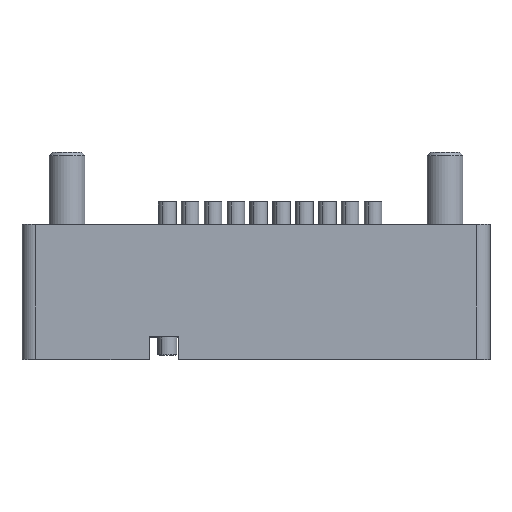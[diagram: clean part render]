
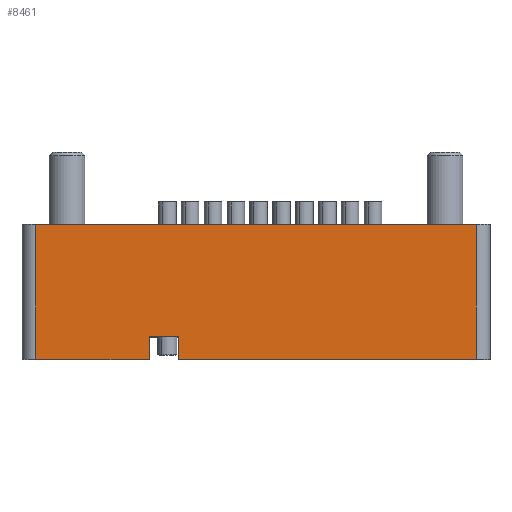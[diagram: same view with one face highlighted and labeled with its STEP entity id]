
A CAD part, top view. The second image highlights one B-rep face of the part: STEP entity #8461.
In plain terms, the highlighted face is planar.
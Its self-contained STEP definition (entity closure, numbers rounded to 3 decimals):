
#818 = CARTESIAN_POINT ( 'NONE',  ( -24.5, 7.5, -5. ) ) ;
#1086 = VERTEX_POINT ( 'NONE', #9203 ) ;
#1258 = CARTESIAN_POINT ( 'NONE',  ( -24.5, 7.5, -5. ) ) ;
#1716 = CARTESIAN_POINT ( 'NONE',  ( 24.5, 7.5, -5. ) ) ;
#1733 = LINE ( 'NONE', #6819, #4748 ) ;
#1847 = LINE ( 'NONE', #5155, #10603 ) ;
#2076 = EDGE_LOOP ( 'NONE', ( #3624, #11147, #2561, #9144, #6784, #10264, #9591, #4386 ) ) ;
#2194 = EDGE_CURVE ( 'NONE', #3416, #9508, #2480, .T. ) ;
#2212 = AXIS2_PLACEMENT_3D ( 'NONE', #1258, #8731, #8653 ) ;
#2340 = VECTOR ( 'NONE', #9254, 1000. ) ;
#2480 = LINE ( 'NONE', #10344, #9231 ) ;
#2561 = ORIENTED_EDGE ( 'NONE', *, *, #11804, .F. ) ;
#2815 = DIRECTION ( 'NONE',  ( -1., 0., 0. ) ) ;
#2985 = DIRECTION ( 'NONE',  ( 0., 1., 0. ) ) ;
#3387 = CARTESIAN_POINT ( 'NONE',  ( -11.86, 7.5, -5. ) ) ;
#3416 = VERTEX_POINT ( 'NONE', #5260 ) ;
#3422 = CARTESIAN_POINT ( 'NONE',  ( -24.5, -7.5, -5. ) ) ;
#3624 = ORIENTED_EDGE ( 'NONE', *, *, #10476, .F. ) ;
#3708 = CARTESIAN_POINT ( 'NONE',  ( -24.5, 7.5, -5. ) ) ;
#4386 = ORIENTED_EDGE ( 'NONE', *, *, #9194, .F. ) ;
#4637 = EDGE_CURVE ( 'NONE', #7014, #7253, #6144, .T. ) ;
#4748 = VECTOR ( 'NONE', #8646, 1000. ) ;
#4893 = VERTEX_POINT ( 'NONE', #3387 ) ;
#5053 = FACE_OUTER_BOUND ( 'NONE', #2076, .T. ) ;
#5155 = CARTESIAN_POINT ( 'NONE',  ( -8.56, 5., -5. ) ) ;
#5260 = CARTESIAN_POINT ( 'NONE',  ( -8.56, 5., -5. ) ) ;
#5314 = DIRECTION ( 'NONE',  ( -1., 0., 0. ) ) ;
#5930 = PLANE ( 'NONE',  #2212 ) ;
#6050 = VECTOR ( 'NONE', #5314, 1000. ) ;
#6137 = DIRECTION ( 'NONE',  ( -1., 0., 0. ) ) ;
#6144 = LINE ( 'NONE', #3422, #9423 ) ;
#6358 = EDGE_CURVE ( 'NONE', #6663, #7253, #10970, .T. ) ;
#6634 = LINE ( 'NONE', #818, #6050 ) ;
#6663 = VERTEX_POINT ( 'NONE', #10795 ) ;
#6784 = ORIENTED_EDGE ( 'NONE', *, *, #4637, .T. ) ;
#6819 = CARTESIAN_POINT ( 'NONE',  ( -11.86, 5., -5. ) ) ;
#6908 = CARTESIAN_POINT ( 'NONE',  ( 24.5, -7.5, -5. ) ) ;
#7014 = VERTEX_POINT ( 'NONE', #6908 ) ;
#7253 = VERTEX_POINT ( 'NONE', #8357 ) ;
#7399 = CARTESIAN_POINT ( 'NONE',  ( -24.5, 7.5, -5. ) ) ;
#8105 = EDGE_CURVE ( 'NONE', #1086, #7014, #10654, .T. ) ;
#8233 = DIRECTION ( 'NONE',  ( -1., 0., 0. ) ) ;
#8357 = CARTESIAN_POINT ( 'NONE',  ( -24.5, -7.5, -5. ) ) ;
#8382 = VECTOR ( 'NONE', #10950, 1000. ) ;
#8461 = ADVANCED_FACE ( 'NONE', ( #5053 ), #5930, .F. ) ;
#8646 = DIRECTION ( 'NONE',  ( 0., 1., 0. ) ) ;
#8653 = DIRECTION ( 'NONE',  ( 1., 0., 0. ) ) ;
#8731 = DIRECTION ( 'NONE',  ( 0., 0., 1. ) ) ;
#9144 = ORIENTED_EDGE ( 'NONE', *, *, #8105, .T. ) ;
#9194 = EDGE_CURVE ( 'NONE', #11004, #4893, #1733, .T. ) ;
#9203 = CARTESIAN_POINT ( 'NONE',  ( 24.5, 7.5, -5. ) ) ;
#9231 = VECTOR ( 'NONE', #2985, 1000. ) ;
#9254 = DIRECTION ( 'NONE',  ( 0., -1., 0. ) ) ;
#9372 = EDGE_CURVE ( 'NONE', #4893, #6663, #6634, .T. ) ;
#9423 = VECTOR ( 'NONE', #6137, 1000. ) ;
#9508 = VERTEX_POINT ( 'NONE', #11773 ) ;
#9591 = ORIENTED_EDGE ( 'NONE', *, *, #9372, .F. ) ;
#9710 = VECTOR ( 'NONE', #2815, 1000. ) ;
#10024 = LINE ( 'NONE', #7399, #9710 ) ;
#10264 = ORIENTED_EDGE ( 'NONE', *, *, #6358, .F. ) ;
#10344 = CARTESIAN_POINT ( 'NONE',  ( -8.56, 5., -5. ) ) ;
#10476 = EDGE_CURVE ( 'NONE', #3416, #11004, #1847, .T. ) ;
#10603 = VECTOR ( 'NONE', #8233, 1000. ) ;
#10654 = LINE ( 'NONE', #1716, #8382 ) ;
#10795 = CARTESIAN_POINT ( 'NONE',  ( -24.5, 7.5, -5. ) ) ;
#10950 = DIRECTION ( 'NONE',  ( 0., -1., 0. ) ) ;
#10970 = LINE ( 'NONE', #3708, #2340 ) ;
#11004 = VERTEX_POINT ( 'NONE', #11776 ) ;
#11147 = ORIENTED_EDGE ( 'NONE', *, *, #2194, .T. ) ;
#11773 = CARTESIAN_POINT ( 'NONE',  ( -8.56, 7.5, -5. ) ) ;
#11776 = CARTESIAN_POINT ( 'NONE',  ( -11.86, 5., -5. ) ) ;
#11804 = EDGE_CURVE ( 'NONE', #1086, #9508, #10024, .T. ) ;
